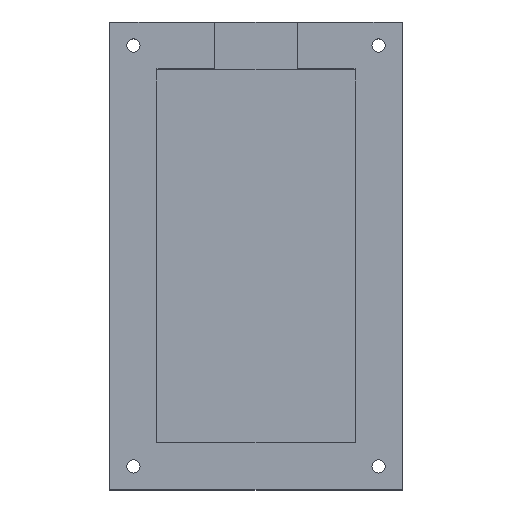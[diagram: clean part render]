
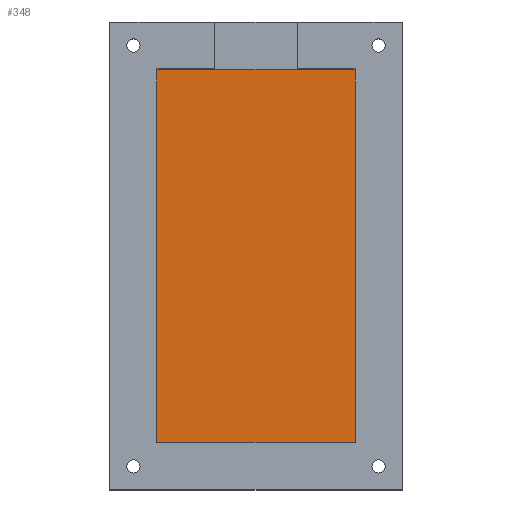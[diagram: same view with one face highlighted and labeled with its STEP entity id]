
A CAD part, top view. The second image highlights one B-rep face of the part: STEP entity #348.
In plain terms, the highlighted planar face has unit normal (0, 0, 1).
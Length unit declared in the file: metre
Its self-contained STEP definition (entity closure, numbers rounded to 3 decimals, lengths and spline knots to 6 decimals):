
#96=ORIENTED_EDGE('',*,*,#147,.F.);
#97=ORIENTED_EDGE('',*,*,#144,.T.);
#98=ORIENTED_EDGE('',*,*,#116,.T.);
#99=ORIENTED_EDGE('',*,*,#150,.F.);
#116=EDGE_CURVE('',#161,#160,#192,.T.);
#144=EDGE_CURVE('',#184,#161,#212,.T.);
#147=EDGE_CURVE('',#184,#186,#215,.T.);
#150=EDGE_CURVE('',#186,#160,#218,.T.);
#160=VERTEX_POINT('',#491);
#161=VERTEX_POINT('',#493);
#184=VERTEX_POINT('',#554);
#186=VERTEX_POINT('',#560);
#192=LINE('',#492,#228);
#212=LINE('',#553,#248);
#215=LINE('',#559,#251);
#218=LINE('',#565,#254);
#228=VECTOR('',#399,1.);
#248=VECTOR('',#455,1.);
#251=VECTOR('',#460,1.);
#254=VECTOR('',#465,1.);
#286=EDGE_LOOP('',(#96,#97,#98,#99));
#316=FACE_BOUND('',#286,.T.);
#330=PLANE('',#387);
#348=ADVANCED_FACE('',(#316),#330,.T.);
#387=AXIS2_PLACEMENT_3D('',#570,#471,#472);
#399=DIRECTION('',(-1.,0.,0.));
#455=DIRECTION('',(0.,1.,0.));
#460=DIRECTION('',(-1.,0.,0.));
#465=DIRECTION('',(0.,1.,0.));
#471=DIRECTION('',(0.,0.,1.));
#472=DIRECTION('',(1.,0.,0.));
#491=CARTESIAN_POINT('',(-0.0215,0.0406,0.00635));
#492=CARTESIAN_POINT('',(0.,0.0406,0.00635));
#493=CARTESIAN_POINT('',(0.0215,0.0406,0.00635));
#553=CARTESIAN_POINT('',(0.0215,0.,0.00635));
#554=CARTESIAN_POINT('',(0.0215,-0.0406,0.00635));
#559=CARTESIAN_POINT('',(0.,-0.0406,0.00635));
#560=CARTESIAN_POINT('',(-0.0215,-0.0406,0.00635));
#565=CARTESIAN_POINT('',(-0.0215,0.,0.00635));
#570=CARTESIAN_POINT('',(0.,0.,0.00635));
